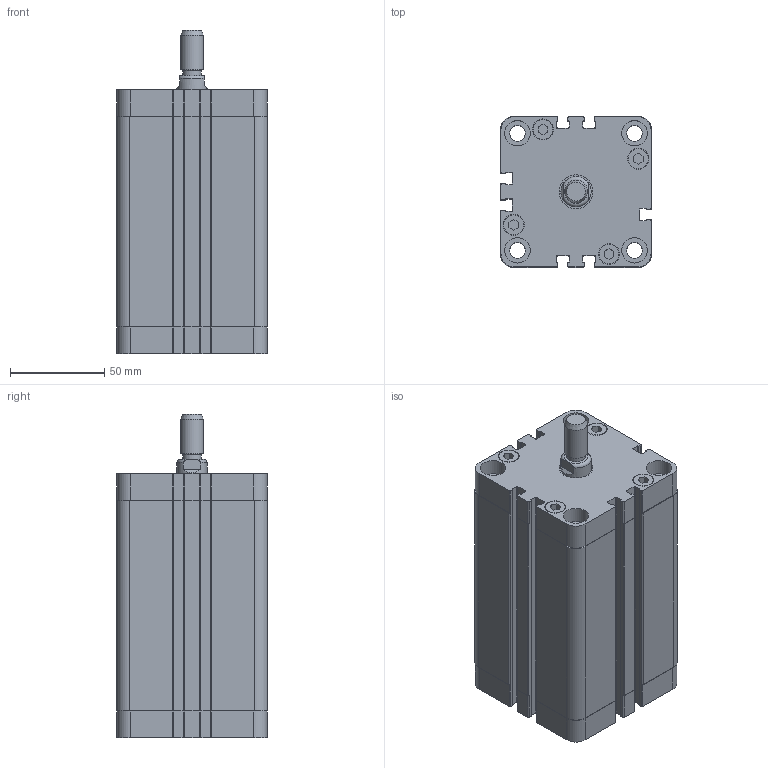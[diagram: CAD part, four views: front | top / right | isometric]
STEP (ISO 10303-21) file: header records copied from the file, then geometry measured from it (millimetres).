
FILE_DESCRIPTION(/* description */ (''),/* implementation_level */ '2;1');
FILE_NAME(/* name */ 'dmu-63-1000-m.stp',/* time_stamp */ '2015-11-11T12:03:38+01:00',/* author */ (''),/* organization */ (''),/* preprocessor_version */ 'ST-DEVELOPER v15.2',/* originating_system */ 'Autodesk Translator Framework v2.0.0.5431',/* authorisation */ '');
FILE_SCHEMA (('AUTOMOTIVE_DESIGN { 1 0 10303 214 3 1 1 }'));
Products named in the file (1): (Unsaved)
Bounding box: 80 x 80 x 171.5 mm (x, y, z)
Volume: 814537.9 mm3; surface area: 89445.2 mm2
Topology: 1 solids, 1 shells, 1214 faces, 3405 edges, 2256 vertices
Faces by surface type: bspline 641, plane 387, cylinder 183, cone 2, torus 1
Full cylindrical faces by diameter (mm): 8 x1, 8.376 x4, 8.566 x2, 10 x1, 10.5 x8, 11.1 x8, 12 x1, 13.5 x8, 16 x1, 18 x1
Entity records: 44742 total; most frequent: CARTESIAN_POINT 17669, ORIENTED_EDGE 6772, DIRECTION 3569, EDGE_CURVE 3366, VERTEX_POINT 2255, LINE 1727, VECTOR 1727, EDGE_LOOP 1323
